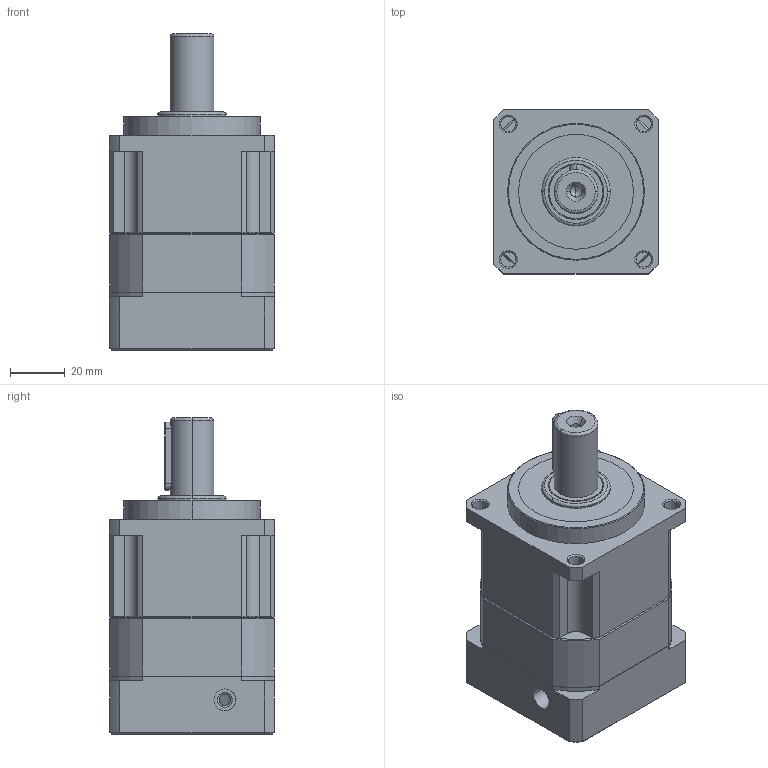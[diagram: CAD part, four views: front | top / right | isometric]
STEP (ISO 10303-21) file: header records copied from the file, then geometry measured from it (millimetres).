
FILE_DESCRIPTION (( 'STEP AP214' ), '1' );
FILE_NAME ('SB060-L1-14-50-70-M4-M5.STEP', '2021-12-18T05:05:41', ( 'admin' ), ( '' ), 'SwSTEP 2.0', 'SolidWorks 2013', '' );
FILE_SCHEMA (( 'AUTOMOTIVE_DESIGN' ));
Length unit declared in the file: millimetre
Products named in the file (4): SB060-L1-14-50-70-M4-M5; 60_X2_8F9351656CD55170_X0_-50-70M4; SB060_X2_8F9351FA7AEF_X0_; SB060_X2_58F34F537AEF_X0_
Assembly tree (3 placements, depth 2):
  SB060-L1-14-50-70-M4-M5
    SB060_X2_8F9351FA7AEF_X0_
    SB060_X2_58F34F537AEF_X0_
    60_X2_8F9351656CD55170_X0_-50-70M4
Bounding box: 60 x 60 x 115.5 mm (x, y, z)
Volume: 253894.2 mm3; surface area: 53297.6 mm2
Topology: 3 solids, 3 shells, 444 faces, 1068 edges, 657 vertices
Faces by surface type: cylinder 162, plane 162, cone 95, bspline 25
Entity records: 18600 total; most frequent: CARTESIAN_POINT 3275, DIRECTION 2222, ORIENTED_EDGE 2092, EDGE_CURVE 1046, AXIS2_PLACEMENT_3D 858, VERTEX_POINT 657, EDGE_LOOP 515, LINE 506
